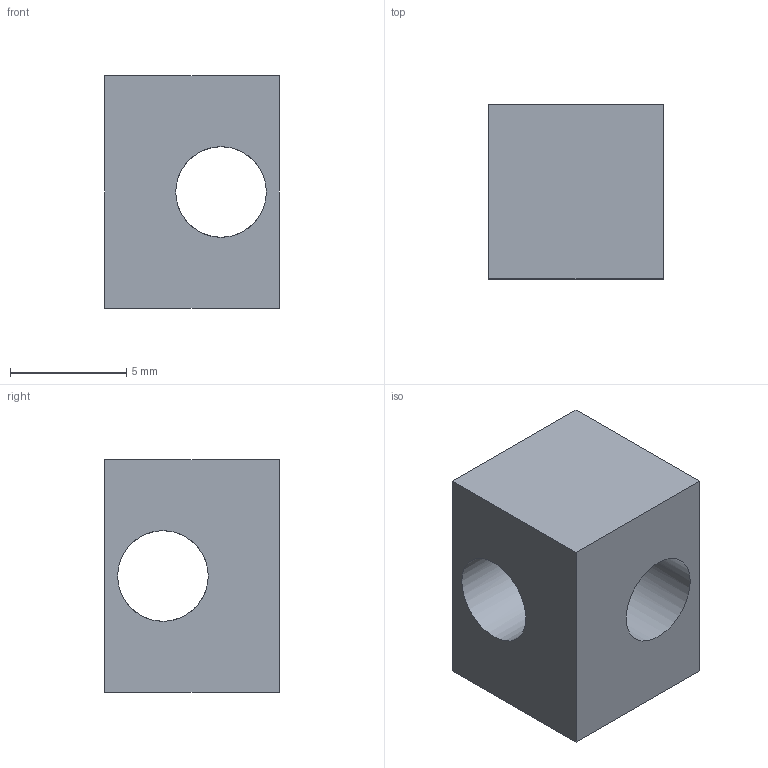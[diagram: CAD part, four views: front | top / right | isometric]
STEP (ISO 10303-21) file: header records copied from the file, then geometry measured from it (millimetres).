
FILE_DESCRIPTION(('Open CASCADE Model'),'2;1');
FILE_NAME('Open CASCADE Shape Model','2025-02-28T20:25:50',('Author'),( 'Open CASCADE'),'Open CASCADE STEP processor 7.8','Open CASCADE 7.8' ,'Unknown');
FILE_SCHEMA(('AUTOMOTIVE_DESIGN { 1 0 10303 214 1 1 1 1 }'));
Length unit declared in the file: millimetre
Products named in the file (1): Open CASCADE STEP translator 7.8 6
Bounding box: 7.5 x 7.5 x 10 mm (x, y, z)
Volume: 422.9 mm3; surface area: 487.7 mm2
Topology: 1 solids, 1 shells, 10 faces, 26 edges, 16 vertices
Faces by surface type: plane 6, cylinder 4
Full cylindrical faces by diameter (mm): 3.9 x4
Entity records: 780 total; most frequent: CARTESIAN_POINT 253, DIRECTION 94, ORIENTED_EDGE 52, LINE 52, VECTOR 52, PCURVE 52, DEFINITIONAL_REPRESENTATION 52, EDGE_CURVE 26
